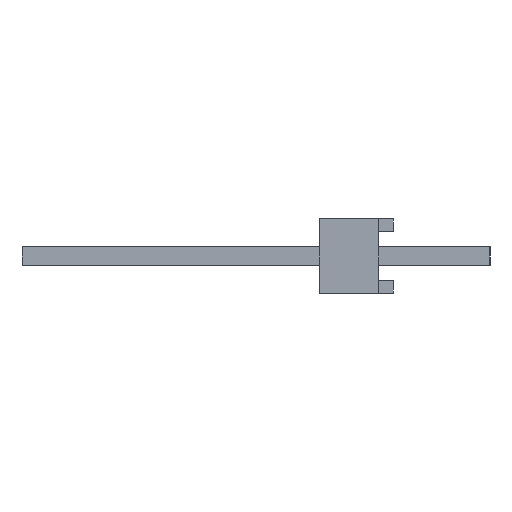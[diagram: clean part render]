
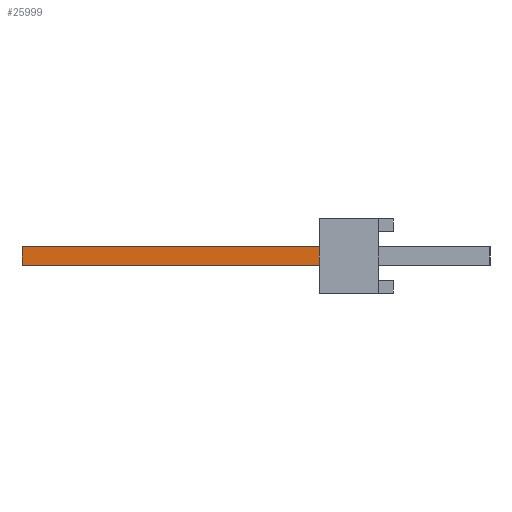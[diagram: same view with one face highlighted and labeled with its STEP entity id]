
A CAD part, left-side view. The second image highlights one B-rep face of the part: STEP entity #25999.
In plain terms, the highlighted planar face has unit normal (-1, 0, 0).
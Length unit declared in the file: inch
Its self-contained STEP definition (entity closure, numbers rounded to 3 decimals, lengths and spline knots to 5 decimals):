
#823=ORIENTED_EDGE('',*,*,#8203,.F.);
#824=ORIENTED_EDGE('',*,*,#7876,.F.);
#825=ORIENTED_EDGE('',*,*,#8138,.T.);
#826=ORIENTED_EDGE('',*,*,#8007,.T.);
#7876=EDGE_CURVE('',#11566,#11563,#14008,.T.);
#8007=EDGE_CURVE('',#11698,#11697,#14139,.T.);
#8138=EDGE_CURVE('',#11566,#11698,#14270,.T.);
#8203=EDGE_CURVE('',#11563,#11697,#14335,.T.);
#11563=VERTEX_POINT('',#36087);
#11566=VERTEX_POINT('',#36092);
#11697=VERTEX_POINT('',#36387);
#11698=VERTEX_POINT('',#36389);
#14008=LINE('',#36093,#17764);
#14139=LINE('',#36388,#17895);
#14270=LINE('',#36681,#18026);
#14335=LINE('',#36779,#18091);
#17764=VECTOR('',#29264,39.37008);
#17895=VECTOR('',#29461,39.37008);
#18026=VECTOR('',#29658,39.37008);
#18091=VECTOR('',#29789,39.37008);
#21385=EDGE_LOOP('',(#823,#824,#825,#826));
#22967=FACE_BOUND('',#21385,.T.);
#24549=PLANE('',#27475);
#25999=ADVANCED_FACE('',(#22967),#24549,.F.);
#27475=AXIS2_PLACEMENT_3D('',#36778,#29787,#29788);
#29264=DIRECTION('',(0.,-1.,0.));
#29461=DIRECTION('',(0.,-1.,0.));
#29658=DIRECTION('',(0.,0.,-1.));
#29787=DIRECTION('',(1.,0.,0.));
#29788=DIRECTION('',(0.,0.,-1.));
#29789=DIRECTION('',(0.,0.,-1.));
#36087=CARTESIAN_POINT('',(-1.6125,0.185,0.0125));
#36092=CARTESIAN_POINT('',(-1.6125,0.63,0.0125));
#36093=CARTESIAN_POINT('',(-1.6125,0.63,0.0125));
#36387=CARTESIAN_POINT('',(-1.6125,0.185,-0.0125));
#36388=CARTESIAN_POINT('',(-1.6125,0.63,-0.0125));
#36389=CARTESIAN_POINT('',(-1.6125,0.63,-0.0125));
#36681=CARTESIAN_POINT('',(-1.6125,0.63,0.0125));
#36778=CARTESIAN_POINT('',(-1.6125,0.63,0.0125));
#36779=CARTESIAN_POINT('',(-1.6125,0.185,0.0125));
